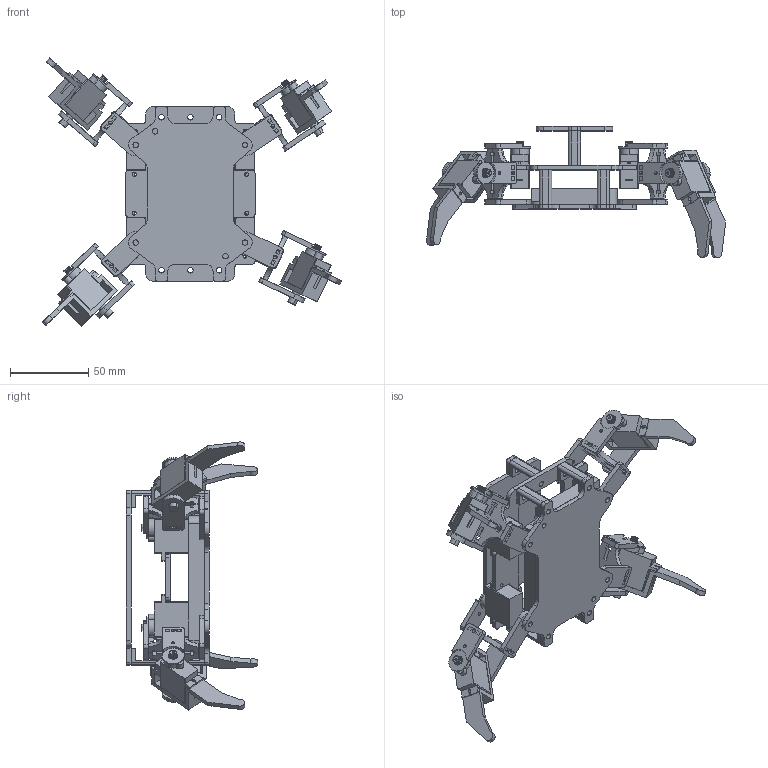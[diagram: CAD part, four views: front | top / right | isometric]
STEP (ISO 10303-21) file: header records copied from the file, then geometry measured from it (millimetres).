
FILE_DESCRIPTION (( 'STEP AP203' ), '1' );
FILE_NAME ('四足机器人_整体_中性格式.STEP', '2022-08-23T14:03:23', ( '' ), ( '' ), 'SwSTEP 2.0', 'SolidWorks 2021', '' );
FILE_SCHEMA (( 'CONFIG_CONTROL_DESIGN' ));
Length unit declared in the file: millimetre
Products named in the file (14): SG90_Varsay_lan; 上下方向连接板_左; 階啣; 左右方向连接板_下; 左右方向连接板_上; 笢啣; 四足机器人_整体_中性格式; 上下方向连接板_右; 萇繚啣; 儂迮褐_酘; 菁啣; 奻狟酘衵蛌諉啣; 儂迮褐_衵; 盓翐
Assembly tree (42 placements, depth 2):
  四足机器人_整体_中性格式
    菁啣
    萇繚啣
    盓翐  x6
    笢啣
    SG90_Varsay_lan  x8
    左右方向连接板_下  x4
    奻狟酘衵蛌諉啣  x4
    左右方向连接板_上  x4
    上下方向连接板_左  x4
    上下方向连接板_右  x4
    儂迮褐_酘  x2
    儂迮褐_衵  x2
    階啣
Bounding box: 191.72 x 84.08 x 171.77 mm (x, y, z)
Volume: 161549.5 mm3; surface area: 133759.1 mm2
Topology: 50 solids, 50 shells, 2980 faces, 8116 edges, 5392 vertices
Faces by surface type: cylinder 1670, plane 1310
Entity records: 25448 total; most frequent: DIRECTION 4192, CARTESIAN_POINT 4004, ORIENTED_EDGE 3910, EDGE_CURVE 1955, AXIS2_PLACEMENT_3D 1489, VERTEX_POINT 1301, VECTOR 1214, LINE 1214
